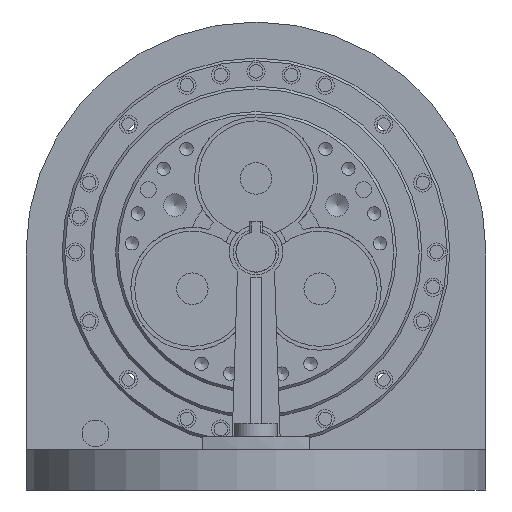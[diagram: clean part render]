
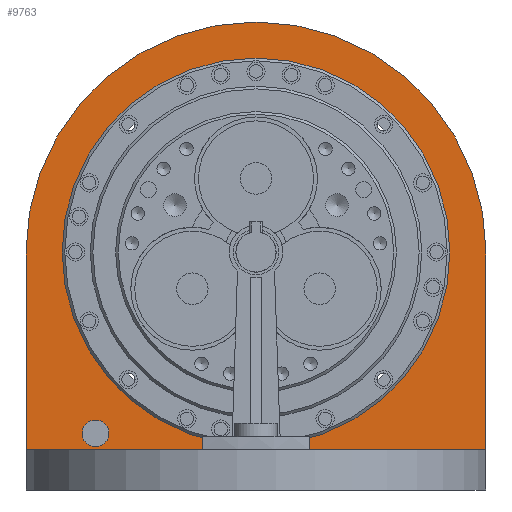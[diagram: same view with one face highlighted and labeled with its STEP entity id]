
A CAD part, front view. The second image highlights one B-rep face of the part: STEP entity #9763.
In plain terms, the highlighted planar face has unit normal (0, -1, 0).
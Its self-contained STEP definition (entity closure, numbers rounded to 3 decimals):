
#224=LINE('',#15077,#894);
#362=LINE('',#15873,#1032);
#363=LINE('',#15876,#1033);
#894=VECTOR('',#11768,10.);
#1032=VECTOR('',#12674,10.);
#1033=VECTOR('',#12677,10.);
#1892=FACE_BOUND('',#3055,.T.);
#1893=FACE_BOUND('',#3056,.T.);
#2280=FACE_OUTER_BOUND('',#3054,.T.);
#3054=EDGE_LOOP('',(#7365,#7366,#7367,#7368));
#3055=EDGE_LOOP('',(#7369));
#3056=EDGE_LOOP('',(#7370));
#3932=CIRCLE('',#10684,86.);
#3933=CIRCLE('',#10685,5.);
#3934=CIRCLE('',#10686,71.5);
#4418=VERTEX_POINT('',#15075);
#4419=VERTEX_POINT('',#15076);
#4693=VERTEX_POINT('',#15872);
#4694=VERTEX_POINT('',#15874);
#4695=VERTEX_POINT('',#15877);
#4696=VERTEX_POINT('',#15879);
#5345=EDGE_CURVE('',#4418,#4419,#224,.T.);
#5702=EDGE_CURVE('',#4693,#4418,#362,.T.);
#5703=EDGE_CURVE('',#4694,#4693,#3932,.T.);
#5704=EDGE_CURVE('',#4419,#4694,#363,.T.);
#5705=EDGE_CURVE('',#4695,#4695,#3933,.T.);
#5706=EDGE_CURVE('',#4696,#4696,#3934,.T.);
#7365=ORIENTED_EDGE('',*,*,#5345,.F.);
#7366=ORIENTED_EDGE('',*,*,#5702,.F.);
#7367=ORIENTED_EDGE('',*,*,#5703,.F.);
#7368=ORIENTED_EDGE('',*,*,#5704,.F.);
#7369=ORIENTED_EDGE('',*,*,#5705,.T.);
#7370=ORIENTED_EDGE('',*,*,#5706,.F.);
#9378=PLANE('',#10683);
#9763=ADVANCED_FACE('',(#2280,#1892,#1893),#9378,.T.);
#10683=AXIS2_PLACEMENT_3D('',#15871,#12672,#12673);
#10684=AXIS2_PLACEMENT_3D('',#15875,#12675,#12676);
#10685=AXIS2_PLACEMENT_3D('',#15878,#12678,#12679);
#10686=AXIS2_PLACEMENT_3D('',#15880,#12680,#12681);
#11768=DIRECTION('',(-1.,0.,0.));
#12672=DIRECTION('center_axis',(0.,-1.,0.));
#12673=DIRECTION('ref_axis',(1.,0.,0.));
#12674=DIRECTION('',(0.,0.,-1.));
#12675=DIRECTION('center_axis',(0.,1.,0.));
#12676=DIRECTION('ref_axis',(1.,0.,0.));
#12677=DIRECTION('',(0.,0.,1.));
#12678=DIRECTION('center_axis',(0.,1.,0.));
#12679=DIRECTION('ref_axis',(1.,0.,0.));
#12680=DIRECTION('center_axis',(0.,-1.,0.));
#12681=DIRECTION('ref_axis',(0.,0.,
-1.));
#15075=CARTESIAN_POINT('',(-499.,380.,-914.));
#15076=CARTESIAN_POINT('',(-671.,380.,-914.));
#15077=CARTESIAN_POINT('',(-627.5,380.,-914.));
#15871=CARTESIAN_POINT('Origin',(-585.,380.,-840.));
#15872=CARTESIAN_POINT('',(-499.,380.,-840.));
#15873=CARTESIAN_POINT('',(-499.,380.,-877.));
#15874=CARTESIAN_POINT('',(-671.,380.,-840.));
#15875=CARTESIAN_POINT('Origin',(-585.,380.,-840.));
#15876=CARTESIAN_POINT('',(-671.,380.,-840.));
#15877=CARTESIAN_POINT('',(-649.999,380.,-907.837));
#15878=CARTESIAN_POINT('Origin',(-644.999,380.,-907.837));
#15879=CARTESIAN_POINT('',(-585.,380.,-768.5));
#15880=CARTESIAN_POINT('Origin',(-585.,380.,-840.));
